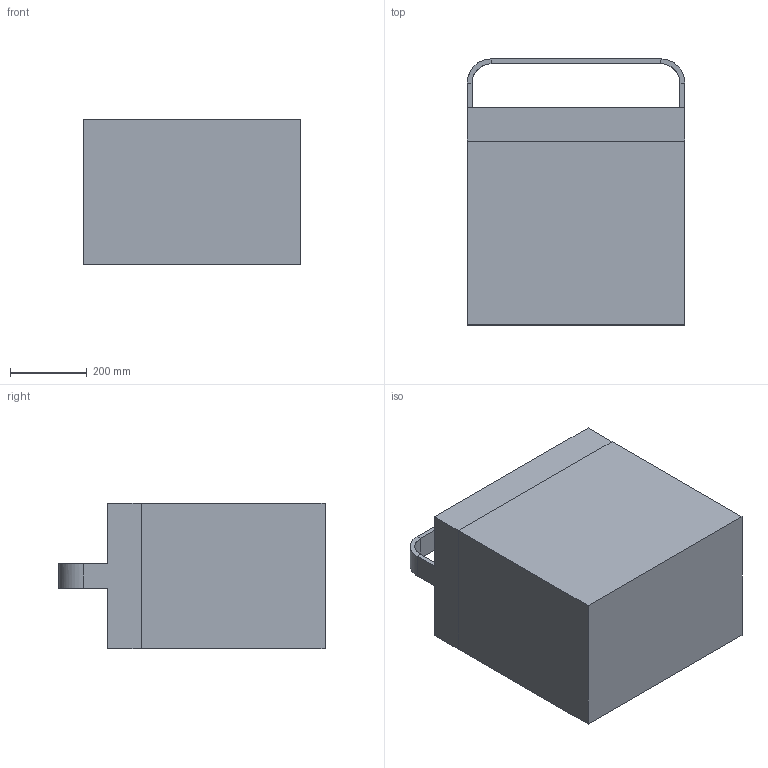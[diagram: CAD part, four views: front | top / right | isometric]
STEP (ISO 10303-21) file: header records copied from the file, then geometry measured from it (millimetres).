
FILE_DESCRIPTION(('FreeCAD Model'),'2;1');
FILE_NAME('Open CASCADE Shape Model','2025-04-29T15:32:00',('FreeCAD'),( 'FreeCAD'),'Open CASCADE STEP processor 7.6','FreeCAD','Unknown');
FILE_SCHEMA(('AUTOMOTIVE_DESIGN { 1 0 10303 214 1 1 1 1 }'));
Products named in the file (1): Open CASCADE STEP translator 7.6 1
Bounding box: 569.05 x 695.51 x 379.37 mm (x, y, z)
Surface area: 3123890.3 mm2 (no closed solid volume)
Topology: 0 solids, 197 shells, 197 faces, 2532 edges, 2532 vertices
Faces by surface type: bspline 197
Entity records: 320267 total; most frequent: CARTESIAN_POINT 309118, ORIENTED_EDGE 2532, EDGE_CURVE 2532, VERTEX_POINT 2532, B_SPLINE_CURVE_WITH_KNOTS 2424, FACE_BOUND 203, EDGE_LOOP 203, SHELL_BASED_SURFACE_MODEL 197
